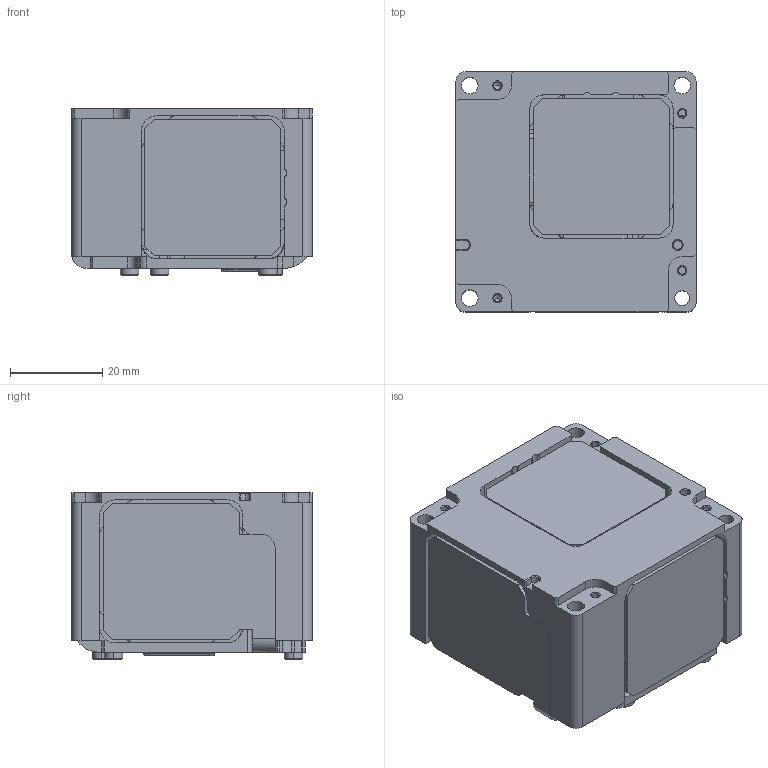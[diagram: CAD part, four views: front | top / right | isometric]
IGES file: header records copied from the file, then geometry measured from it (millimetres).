
Start section: SolidWorks IGES file using analytic representation for surfaces
Global section: file name: RWK_PULSE80-OEM_CSTM-OUTPUT.IGS; native system: SolidWorks 2025; preprocessor: SolidWorks 2025; author: rhode.abasse; date: 260119.104707; units: inch
Bounding box: 52 x 52 x 36 mm (x, y, z)
Surface area: 33480.9 mm2 (no closed solid volume)
Topology: 0 solids, 19 shells, 1226 faces, 3432 edges, 2161 vertices
Faces by surface type: plane 708, bspline 518
